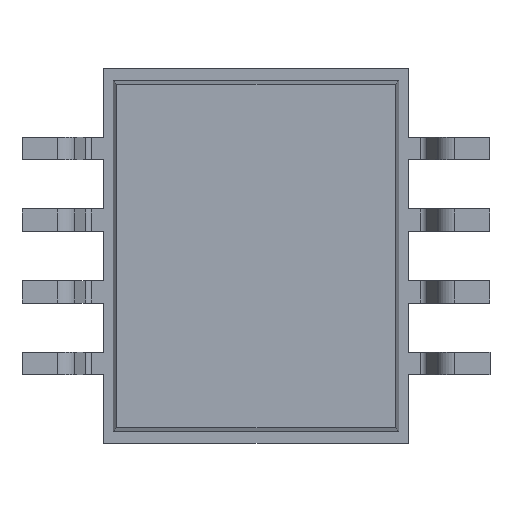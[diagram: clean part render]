
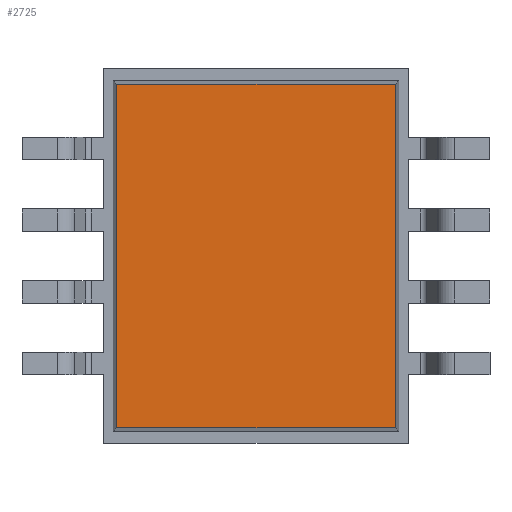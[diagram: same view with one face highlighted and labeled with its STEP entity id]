
A CAD part, front view. The second image highlights one B-rep face of the part: STEP entity #2725.
In plain terms, the highlighted planar face has unit normal (0, -1, 0).
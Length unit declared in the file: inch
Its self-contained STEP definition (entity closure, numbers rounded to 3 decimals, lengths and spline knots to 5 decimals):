
#166 = EDGE_CURVE ( 'NONE', #3845, #6289, #6348, .T. ) ;
#183 = DIRECTION ( 'NONE',  ( 1., 0., 0. ) ) ;
#262 = FACE_OUTER_BOUND ( 'NONE', #4752, .T. ) ;
#859 = CARTESIAN_POINT ( 'NONE',  ( 0.28366, 0.06299, -0.21319 ) ) ;
#917 = VECTOR ( 'NONE', #5564, 39.37008 ) ;
#1301 = LINE ( 'NONE', #2499, #6130 ) ;
#1458 = CARTESIAN_POINT ( 'NONE',  ( 0.47815, 0.06299, 0.02657 ) ) ;
#1699 = ORIENTED_EDGE ( 'NONE', *, *, #166, .T. ) ;
#2072 = EDGE_CURVE ( 'NONE', #3389, #7441, #1301, .T. ) ;
#2463 = DIRECTION ( 'NONE',  ( 0., 0., -1. ) ) ;
#2499 = CARTESIAN_POINT ( 'NONE',  ( 0.47815, 0.06299, 0.02657 ) ) ;
#2603 = DIRECTION ( 'NONE',  ( 0., 0., -1. ) ) ;
#2677 = DIRECTION ( 'NONE',  ( 0., -1., 0. ) ) ;
#2725 = ADVANCED_FACE ( 'NONE', ( #262 ), #3157, .T. ) ;
#3157 = PLANE ( 'NONE',  #6173 ) ;
#3389 = VERTEX_POINT ( 'NONE', #1458 ) ;
#3553 = ORIENTED_EDGE ( 'NONE', *, *, #2072, .F. ) ;
#3710 = CARTESIAN_POINT ( 'NONE',  ( 0.28366, 0.06299, -0.21319 ) ) ;
#3845 = VERTEX_POINT ( 'NONE', #7268 ) ;
#4003 = ORIENTED_EDGE ( 'NONE', *, *, #5998, .F. ) ;
#4752 = EDGE_LOOP ( 'NONE', ( #1699, #5859, #3553, #4003 ) ) ;
#5119 = CARTESIAN_POINT ( 'NONE',  ( 0.28366, 0.06299, 0.02657 ) ) ;
#5454 = CARTESIAN_POINT ( 'NONE',  ( 0.28366, 0.06299, 0.02657 ) ) ;
#5493 = LINE ( 'NONE', #5454, #6588 ) ;
#5564 = DIRECTION ( 'NONE',  ( 1., 0., 0. ) ) ;
#5859 = ORIENTED_EDGE ( 'NONE', *, *, #7317, .T. ) ;
#5998 = EDGE_CURVE ( 'NONE', #3845, #3389, #5493, .T. ) ;
#6130 = VECTOR ( 'NONE', #2463, 39.37008 ) ;
#6173 = AXIS2_PLACEMENT_3D ( 'NONE', #6209, #2677, #2603 ) ;
#6209 = CARTESIAN_POINT ( 'NONE',  ( 0.38091, 0.06299, -0.09331 ) ) ;
#6289 = VERTEX_POINT ( 'NONE', #859 ) ;
#6348 = LINE ( 'NONE', #5119, #7591 ) ;
#6433 = CARTESIAN_POINT ( 'NONE',  ( 0.47815, 0.06299, -0.21319 ) ) ;
#6588 = VECTOR ( 'NONE', #183, 39.37008 ) ;
#6713 = LINE ( 'NONE', #3710, #917 ) ;
#6979 = DIRECTION ( 'NONE',  ( 0., 0., -1. ) ) ;
#7268 = CARTESIAN_POINT ( 'NONE',  ( 0.28366, 0.06299, 0.02657 ) ) ;
#7317 = EDGE_CURVE ( 'NONE', #6289, #7441, #6713, .T. ) ;
#7441 = VERTEX_POINT ( 'NONE', #6433 ) ;
#7591 = VECTOR ( 'NONE', #6979, 39.37008 ) ;
